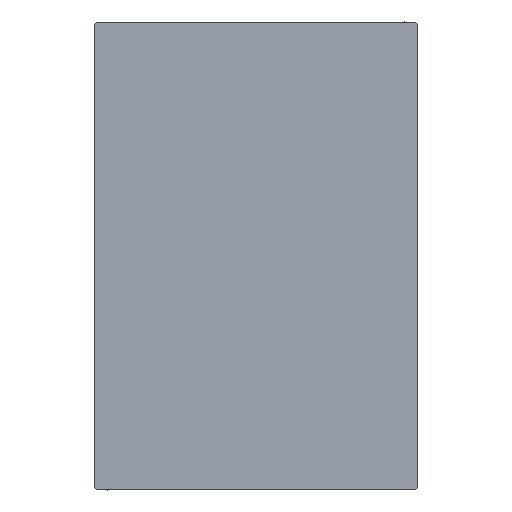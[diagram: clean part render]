
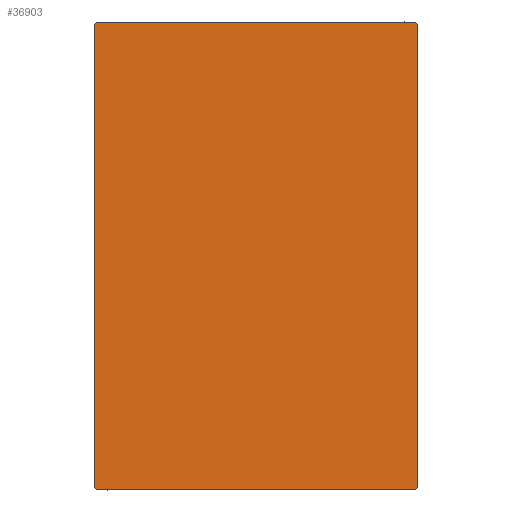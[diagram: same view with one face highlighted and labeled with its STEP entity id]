
A CAD part, left-side view. The second image highlights one B-rep face of the part: STEP entity #36903.
In plain terms, the highlighted face is planar.
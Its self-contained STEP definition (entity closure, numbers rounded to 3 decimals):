
#1318 = CARTESIAN_POINT ( 'NONE',  ( 130., -22.2, 32.5 ) ) ;
#1388 = VECTOR ( 'NONE', #14828, 1000. ) ;
#1510 = CARTESIAN_POINT ( 'NONE',  ( 130., -27.35, 27.35 ) ) ;
#1927 = LINE ( 'NONE', #1510, #1388 ) ;
#2268 = ORIENTED_EDGE ( 'NONE', *, *, #35993, .T. ) ;
#2760 = CARTESIAN_POINT ( 'NONE',  ( 130., 27.35, -27.35 ) ) ;
#3034 = CARTESIAN_POINT ( 'NONE',  ( 130., 22.5, -32.2 ) ) ;
#3234 = FACE_OUTER_BOUND ( 'NONE', #20838, .T. ) ;
#4808 = ORIENTED_EDGE ( 'NONE', *, *, #32850, .T. ) ;
#4860 = CARTESIAN_POINT ( 'NONE',  ( 130., -27.35, -27.35 ) ) ;
#6049 = ORIENTED_EDGE ( 'NONE', *, *, #17258, .T. ) ;
#7182 = EDGE_CURVE ( 'NONE', #28155, #8057, #21906, .T. ) ;
#7356 = VECTOR ( 'NONE', #25719, 1000. ) ;
#8057 = VERTEX_POINT ( 'NONE', #1318 ) ;
#8364 = VECTOR ( 'NONE', #20332, 1000. ) ;
#10032 = LINE ( 'NONE', #10249, #8364 ) ;
#10160 = VERTEX_POINT ( 'NONE', #21930 ) ;
#10249 = CARTESIAN_POINT ( 'NONE',  ( 130., 22.5, -32.5 ) ) ;
#10597 = VERTEX_POINT ( 'NONE', #16183 ) ;
#14828 = DIRECTION ( 'NONE',  ( 0., -0.707, -0.707 ) ) ;
#16183 = CARTESIAN_POINT ( 'NONE',  ( 130., -22.5, -32.2 ) ) ;
#17258 = EDGE_CURVE ( 'NONE', #28802, #10160, #33857, .T. ) ;
#18462 = EDGE_CURVE ( 'NONE', #10160, #27922, #32057, .T. ) ;
#18697 = ORIENTED_EDGE ( 'NONE', *, *, #7182, .T. ) ;
#19349 = ORIENTED_EDGE ( 'NONE', *, *, #24888, .T. ) ;
#19382 = CARTESIAN_POINT ( 'NONE',  ( 130., 22.2, 32.5 ) ) ;
#19758 = LINE ( 'NONE', #23461, #20175 ) ;
#20175 = VECTOR ( 'NONE', #27409, 1000. ) ;
#20177 = VECTOR ( 'NONE', #39150, 1000. ) ;
#20332 = DIRECTION ( 'NONE',  ( 0., 0., 1. ) ) ;
#20838 = EDGE_LOOP ( 'NONE', ( #6049, #36796, #38361, #4808, #18697, #2268, #19349, #23282 ) ) ;
#21310 = CARTESIAN_POINT ( 'NONE',  ( 130., -22.5, 32.2 ) ) ;
#21906 = LINE ( 'NONE', #32396, #20177 ) ;
#21930 = CARTESIAN_POINT ( 'NONE',  ( 130., 22.2, -32.5 ) ) ;
#22012 = VECTOR ( 'NONE', #28697, 1000. ) ;
#22914 = DIRECTION ( 'NONE',  ( 0., 0., -1. ) ) ;
#23282 = ORIENTED_EDGE ( 'NONE', *, *, #23286, .T. ) ;
#23286 = EDGE_CURVE ( 'NONE', #10597, #28802, #35442, .T. ) ;
#23327 = CARTESIAN_POINT ( 'NONE',  ( 130., -22.5, 32.5 ) ) ;
#23461 = CARTESIAN_POINT ( 'NONE',  ( 130., 27.35, 27.35 ) ) ;
#24173 = VECTOR ( 'NONE', #27280, 1000. ) ;
#24888 = EDGE_CURVE ( 'NONE', #41567, #10597, #37297, .T. ) ;
#25719 = DIRECTION ( 'NONE',  ( 0., 0.707, 0.707 ) ) ;
#27280 = DIRECTION ( 'NONE',  ( 0., 0., -1. ) ) ;
#27409 = DIRECTION ( 'NONE',  ( 0., -0.707, 0.707 ) ) ;
#27922 = VERTEX_POINT ( 'NONE', #3034 ) ;
#28155 = VERTEX_POINT ( 'NONE', #19382 ) ;
#28697 = DIRECTION ( 'NONE',  ( 0., 0.707, -0.707 ) ) ;
#28802 = VERTEX_POINT ( 'NONE', #34484 ) ;
#30138 = PLANE ( 'NONE',  #34881 ) ;
#32057 = LINE ( 'NONE', #2760, #7356 ) ;
#32396 = CARTESIAN_POINT ( 'NONE',  ( 130., 22.5, 32.5 ) ) ;
#32850 = EDGE_CURVE ( 'NONE', #38323, #28155, #19758, .T. ) ;
#32980 = DIRECTION ( 'NONE',  ( 1., 0., 0. ) ) ;
#33173 = VECTOR ( 'NONE', #36693, 1000. ) ;
#33857 = LINE ( 'NONE', #39964, #33173 ) ;
#34484 = CARTESIAN_POINT ( 'NONE',  ( 130., -22.2, -32.5 ) ) ;
#34881 = AXIS2_PLACEMENT_3D ( 'NONE', #43221, #32980, #22914 ) ;
#35022 = CARTESIAN_POINT ( 'NONE',  ( 130., 22.5, 32.2 ) ) ;
#35442 = LINE ( 'NONE', #4860, #22012 ) ;
#35993 = EDGE_CURVE ( 'NONE', #8057, #41567, #1927, .T. ) ;
#36693 = DIRECTION ( 'NONE',  ( 0., 1., 0. ) ) ;
#36796 = ORIENTED_EDGE ( 'NONE', *, *, #18462, .T. ) ;
#36903 = ADVANCED_FACE ( 'NONE', ( #3234 ), #30138, .T. ) ;
#37297 = LINE ( 'NONE', #23327, #24173 ) ;
#38323 = VERTEX_POINT ( 'NONE', #35022 ) ;
#38361 = ORIENTED_EDGE ( 'NONE', *, *, #40788, .T. ) ;
#39150 = DIRECTION ( 'NONE',  ( 0., -1., 0. ) ) ;
#39964 = CARTESIAN_POINT ( 'NONE',  ( 130., -22.5, -32.5 ) ) ;
#40788 = EDGE_CURVE ( 'NONE', #27922, #38323, #10032, .T. ) ;
#41567 = VERTEX_POINT ( 'NONE', #21310 ) ;
#43221 = CARTESIAN_POINT ( 'NONE',  ( 130., 0., 0. ) ) ;
